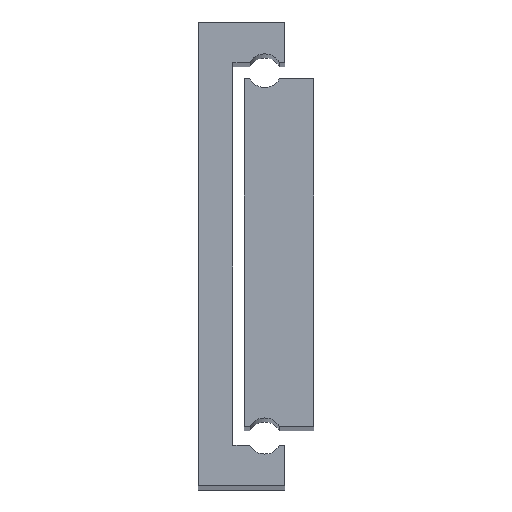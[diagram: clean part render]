
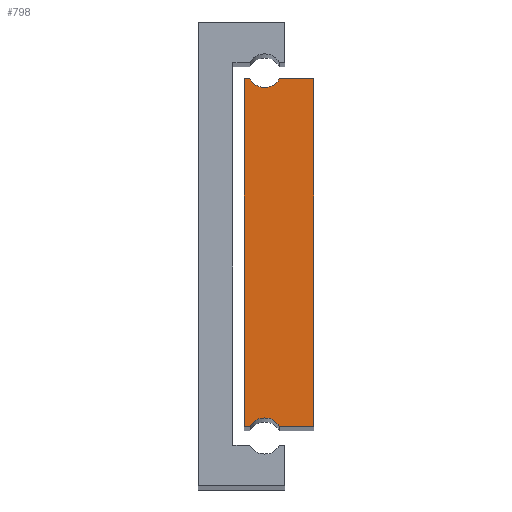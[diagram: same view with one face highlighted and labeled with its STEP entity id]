
A CAD part, top view. The second image highlights one B-rep face of the part: STEP entity #798.
In plain terms, the highlighted planar face has unit normal (0, 0, 1).
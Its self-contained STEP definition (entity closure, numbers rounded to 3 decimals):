
#127 = LINE ( 'NONE', #962, #715 ) ;
#172 = CARTESIAN_POINT ( 'NONE',  ( -0.571, 17.424, 200. ) ) ;
#188 = CARTESIAN_POINT ( 'NONE',  ( 7.929, 18.924, 200. ) ) ;
#231 = CARTESIAN_POINT ( 'NONE',  ( 2.027, 18.924, 200. ) ) ;
#304 = VERTEX_POINT ( 'NONE', #603 ) ;
#328 = VECTOR ( 'NONE', #378, 1000. ) ;
#333 = VECTOR ( 'NONE', #2776, 1000. ) ;
#340 = CARTESIAN_POINT ( 'NONE',  ( -4.071, 78.924, 200. ) ) ;
#345 = VERTEX_POINT ( 'NONE', #450 ) ;
#378 = DIRECTION ( 'NONE',  ( 0., -1., 0. ) ) ;
#401 = ORIENTED_EDGE ( 'NONE', *, *, #523, .T. ) ;
#450 = CARTESIAN_POINT ( 'NONE',  ( 7.929, 78.924, 200. ) ) ;
#452 = ORIENTED_EDGE ( 'NONE', *, *, #1298, .T. ) ;
#461 = VECTOR ( 'NONE', #1037, 1000. ) ;
#466 = LINE ( 'NONE', #188, #461 ) ;
#496 = LINE ( 'NONE', #521, #333 ) ;
#521 = CARTESIAN_POINT ( 'NONE',  ( 7.929, 78.924, 200. ) ) ;
#523 = EDGE_CURVE ( 'NONE', #304, #660, #686, .T. ) ;
#534 = AXIS2_PLACEMENT_3D ( 'NONE', #172, #794, #588 ) ;
#588 = DIRECTION ( 'NONE',  ( -1., 0., 0. ) ) ;
#597 = CARTESIAN_POINT ( 'NONE',  ( -0.571, 17.424, 200. ) ) ;
#603 = CARTESIAN_POINT ( 'NONE',  ( -3.169, 78.924, 200. ) ) ;
#640 = VERTEX_POINT ( 'NONE', #2268 ) ;
#648 = ORIENTED_EDGE ( 'NONE', *, *, #1145, .T. ) ;
#660 = VERTEX_POINT ( 'NONE', #340 ) ;
#686 = LINE ( 'NONE', #1583, #2008 ) ;
#715 = VECTOR ( 'NONE', #1432, 1000. ) ;
#794 = DIRECTION ( 'NONE',  ( 0., 0., -1. ) ) ;
#798 = ADVANCED_FACE ( 'NONE', ( #1700 ), #2344, .F. ) ;
#870 = CARTESIAN_POINT ( 'NONE',  ( -0.571, 80.424, 200. ) ) ;
#905 = EDGE_CURVE ( 'NONE', #1478, #1054, #2528, .T. ) ;
#962 = CARTESIAN_POINT ( 'NONE',  ( 2.027, 18.924, 200. ) ) ;
#986 = CARTESIAN_POINT ( 'NONE',  ( -4.071, 18.924, 200. ) ) ;
#1001 = ORIENTED_EDGE ( 'NONE', *, *, #1795, .T. ) ;
#1037 = DIRECTION ( 'NONE',  ( 0., 1., 0. ) ) ;
#1054 = VERTEX_POINT ( 'NONE', #2611 ) ;
#1078 = DIRECTION ( 'NONE',  ( 0., 0., -1. ) ) ;
#1116 = EDGE_LOOP ( 'NONE', ( #452, #2504, #1932, #1001, #2616, #2064, #648, #401 ) ) ;
#1145 = EDGE_CURVE ( 'NONE', #640, #304, #1508, .T. ) ;
#1149 = AXIS2_PLACEMENT_3D ( 'NONE', #597, #1078, #2423 ) ;
#1232 = AXIS2_PLACEMENT_3D ( 'NONE', #870, #2192, #1335 ) ;
#1251 = VERTEX_POINT ( 'NONE', #231 ) ;
#1298 = EDGE_CURVE ( 'NONE', #660, #1478, #1457, .T. ) ;
#1335 = DIRECTION ( 'NONE',  ( 1., 0., 0. ) ) ;
#1416 = VECTOR ( 'NONE', #2752, 1000. ) ;
#1432 = DIRECTION ( 'NONE',  ( 1., 0., 0. ) ) ;
#1457 = LINE ( 'NONE', #2337, #328 ) ;
#1478 = VERTEX_POINT ( 'NONE', #986 ) ;
#1508 = CIRCLE ( 'NONE', #1232, 3. ) ;
#1583 = CARTESIAN_POINT ( 'NONE',  ( -3.169, 78.924, 200. ) ) ;
#1700 = FACE_OUTER_BOUND ( 'NONE', #1116, .T. ) ;
#1795 = EDGE_CURVE ( 'NONE', #1251, #2550, #127, .T. ) ;
#1859 = CARTESIAN_POINT ( 'NONE',  ( -4.071, 18.924, 200. ) ) ;
#1932 = ORIENTED_EDGE ( 'NONE', *, *, #2499, .T. ) ;
#2008 = VECTOR ( 'NONE', #2469, 1000. ) ;
#2057 = EDGE_CURVE ( 'NONE', #345, #640, #496, .T. ) ;
#2064 = ORIENTED_EDGE ( 'NONE', *, *, #2057, .T. ) ;
#2192 = DIRECTION ( 'NONE',  ( 0., 0., -1. ) ) ;
#2268 = CARTESIAN_POINT ( 'NONE',  ( 2.027, 78.924, 200. ) ) ;
#2337 = CARTESIAN_POINT ( 'NONE',  ( -4.071, 78.924, 200. ) ) ;
#2344 = PLANE ( 'NONE',  #534 ) ;
#2375 = EDGE_CURVE ( 'NONE', #2550, #345, #466, .T. ) ;
#2404 = CARTESIAN_POINT ( 'NONE',  ( 7.929, 18.924, 200. ) ) ;
#2423 = DIRECTION ( 'NONE',  ( -1., 0., 0. ) ) ;
#2469 = DIRECTION ( 'NONE',  ( -1., 0., 0. ) ) ;
#2499 = EDGE_CURVE ( 'NONE', #1054, #1251, #2601, .T. ) ;
#2504 = ORIENTED_EDGE ( 'NONE', *, *, #905, .T. ) ;
#2528 = LINE ( 'NONE', #1859, #1416 ) ;
#2550 = VERTEX_POINT ( 'NONE', #2404 ) ;
#2601 = CIRCLE ( 'NONE', #1149, 3. ) ;
#2611 = CARTESIAN_POINT ( 'NONE',  ( -3.169, 18.924, 200. ) ) ;
#2616 = ORIENTED_EDGE ( 'NONE', *, *, #2375, .T. ) ;
#2752 = DIRECTION ( 'NONE',  ( 1., 0., 0. ) ) ;
#2776 = DIRECTION ( 'NONE',  ( -1., 0., 0. ) ) ;
